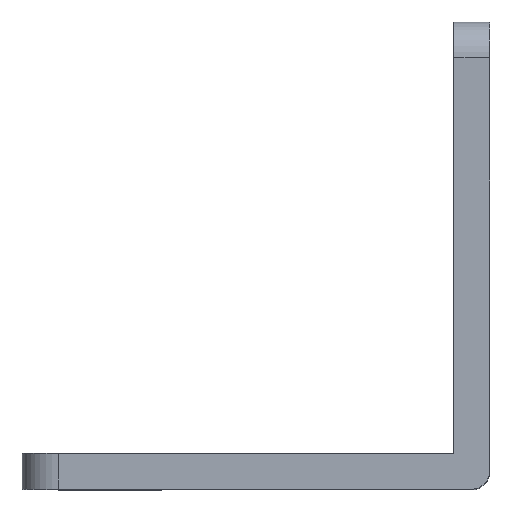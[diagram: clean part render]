
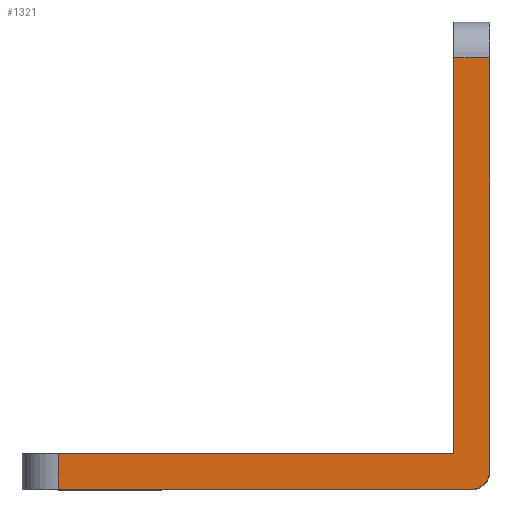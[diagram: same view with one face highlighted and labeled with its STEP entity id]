
A CAD part, top view. The second image highlights one B-rep face of the part: STEP entity #1321.
In plain terms, the highlighted planar face has unit normal (0, 0, 1).
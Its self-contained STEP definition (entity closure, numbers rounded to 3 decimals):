
#6 = VERTEX_POINT ( 'NONE', #1128 ) ;
#7 = ORIENTED_EDGE ( 'NONE', *, *, #337, .T. ) ;
#43 = CARTESIAN_POINT ( 'NONE',  ( -22., 0., 24. ) ) ;
#140 = AXIS2_PLACEMENT_3D ( 'NONE', #1734, #381, #1369 ) ;
#145 = EDGE_CURVE ( 'NONE', #1296, #1664, #1756, .T. ) ;
#165 = DIRECTION ( 'NONE',  ( -1., 0., 0. ) ) ;
#170 = ORIENTED_EDGE ( 'NONE', *, *, #1161, .T. ) ;
#182 = CARTESIAN_POINT ( 'NONE',  ( 0., 22., 24. ) ) ;
#194 = VECTOR ( 'NONE', #165, 1000. ) ;
#239 = VECTOR ( 'NONE', #312, 1000. ) ;
#240 = EDGE_CURVE ( 'NONE', #1664, #1059, #606, .T. ) ;
#273 = EDGE_CURVE ( 'NONE', #1059, #6, #1359, .T. ) ;
#302 = CARTESIAN_POINT ( 'NONE',  ( 2., 24., 24. ) ) ;
#312 = DIRECTION ( 'NONE',  ( 0., -1., 0. ) ) ;
#337 = EDGE_CURVE ( 'NONE', #6, #712, #1198, .T. ) ;
#367 = CARTESIAN_POINT ( 'NONE',  ( -22., -2., 24. ) ) ;
#381 = DIRECTION ( 'NONE',  ( 0., 0., -1. ) ) ;
#428 = VECTOR ( 'NONE', #727, 1000. ) ;
#436 = CARTESIAN_POINT ( 'NONE',  ( -24., 0., 24. ) ) ;
#469 = DIRECTION ( 'NONE',  ( 0., 0., 1. ) ) ;
#477 = VERTEX_POINT ( 'NONE', #1060 ) ;
#490 = CARTESIAN_POINT ( 'NONE',  ( 0., 0., 24. ) ) ;
#595 = VECTOR ( 'NONE', #1158, 1000. ) ;
#606 = LINE ( 'NONE', #490, #239 ) ;
#622 = FACE_OUTER_BOUND ( 'NONE', #1660, .T. ) ;
#654 = DIRECTION ( 'NONE',  ( -1., 0., 0. ) ) ;
#658 = PLANE ( 'NONE',  #140 ) ;
#676 = CARTESIAN_POINT ( 'NONE',  ( -24., 22., 24. ) ) ;
#712 = VERTEX_POINT ( 'NONE', #367 ) ;
#727 = DIRECTION ( 'NONE',  ( 0., -1., 0. ) ) ;
#735 = CARTESIAN_POINT ( 'NONE',  ( 2., -1., 24. ) ) ;
#910 = ORIENTED_EDGE ( 'NONE', *, *, #273, .T. ) ;
#936 = VECTOR ( 'NONE', #1189, 1000. ) ;
#1022 = LINE ( 'NONE', #1054, #936 ) ;
#1054 = CARTESIAN_POINT ( 'NONE',  ( 2., -2., 24. ) ) ;
#1059 = VERTEX_POINT ( 'NONE', #1171 ) ;
#1060 = CARTESIAN_POINT ( 'NONE',  ( 1., -2., 24. ) ) ;
#1128 = CARTESIAN_POINT ( 'NONE',  ( -22., 0., 24. ) ) ;
#1137 = EDGE_CURVE ( 'NONE', #477, #1618, #1344, .T. ) ;
#1158 = DIRECTION ( 'NONE',  ( 0., 1., 0. ) ) ;
#1161 = EDGE_CURVE ( 'NONE', #712, #477, #1022, .T. ) ;
#1171 = CARTESIAN_POINT ( 'NONE',  ( 0., 0., 24. ) ) ;
#1189 = DIRECTION ( 'NONE',  ( 1., 0., 0. ) ) ;
#1198 = LINE ( 'NONE', #43, #428 ) ;
#1214 = ORIENTED_EDGE ( 'NONE', *, *, #1137, .T. ) ;
#1265 = ORIENTED_EDGE ( 'NONE', *, *, #1580, .T. ) ;
#1296 = VERTEX_POINT ( 'NONE', #1719 ) ;
#1321 = ADVANCED_FACE ( 'NONE', ( #622 ), #658, .F. ) ;
#1324 = CARTESIAN_POINT ( 'NONE',  ( 1., -1., 24. ) ) ;
#1344 = CIRCLE ( 'NONE', #1755, 1. ) ;
#1359 = LINE ( 'NONE', #436, #194 ) ;
#1369 = DIRECTION ( 'NONE',  ( -1., 0., 0. ) ) ;
#1428 = VECTOR ( 'NONE', #654, 1000. ) ;
#1450 = DIRECTION ( 'NONE',  ( -1., 0., 0. ) ) ;
#1491 = ORIENTED_EDGE ( 'NONE', *, *, #240, .T. ) ;
#1536 = ORIENTED_EDGE ( 'NONE', *, *, #145, .T. ) ;
#1580 = EDGE_CURVE ( 'NONE', #1618, #1296, #1635, .T. ) ;
#1618 = VERTEX_POINT ( 'NONE', #735 ) ;
#1635 = LINE ( 'NONE', #302, #595 ) ;
#1660 = EDGE_LOOP ( 'NONE', ( #910, #7, #170, #1214, #1265, #1536, #1491 ) ) ;
#1664 = VERTEX_POINT ( 'NONE', #182 ) ;
#1719 = CARTESIAN_POINT ( 'NONE',  ( 2., 22., 24. ) ) ;
#1734 = CARTESIAN_POINT ( 'NONE',  ( -24., 0., 24. ) ) ;
#1755 = AXIS2_PLACEMENT_3D ( 'NONE', #1324, #469, #1450 ) ;
#1756 = LINE ( 'NONE', #676, #1428 ) ;
